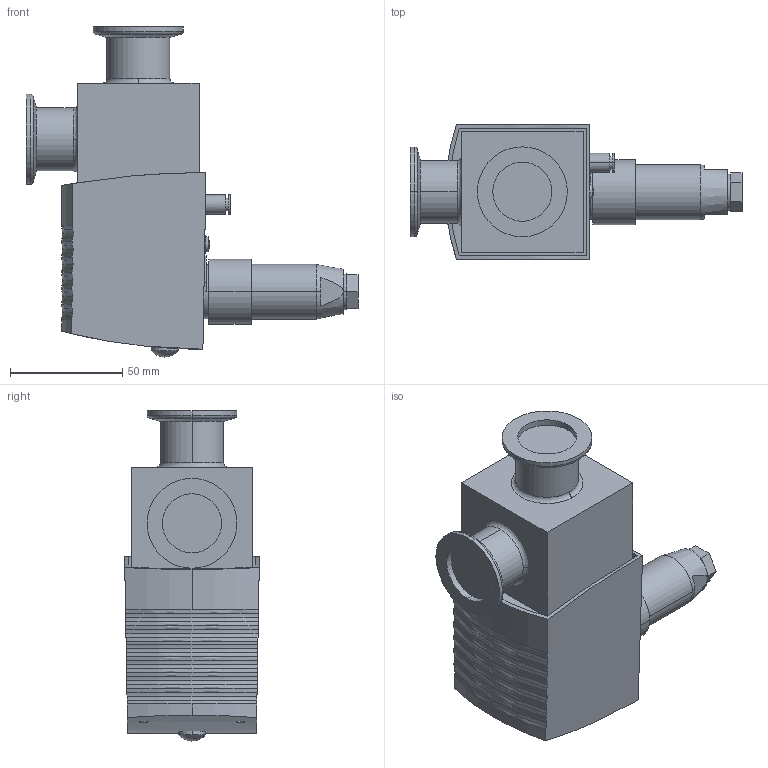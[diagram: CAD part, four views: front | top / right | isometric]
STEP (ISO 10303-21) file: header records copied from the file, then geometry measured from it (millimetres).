
FILE_DESCRIPTION (( 'STEP AP214' ), '1' );
FILE_NAME ('PFA48205.step', '2017-07-10T10:09:44', ( 'install' ), ( '' ), 'SwSTEP 2.0', 'SolidWorks 2015', '' );
FILE_SCHEMA (( 'AUTOMOTIVE_DESIGN' ));
Length unit declared in the file: millimetre
Products named in the file (1): PFA48205
Bounding box: 147.75 x 60 x 146.9 mm (x, y, z)
Volume: 447929.4 mm3; surface area: 54498.6 mm2
Topology: 1 solids, 1 shells, 174 faces, 413 edges, 266 vertices
Faces by surface type: plane 70, cylinder 59, bspline 20, torus 16, cone 6, sphere 3
Entity records: 8194 total; most frequent: CARTESIAN_POINT 2352, ORIENTED_EDGE 820, DIRECTION 797, EDGE_CURVE 410, AXIS2_PLACEMENT_3D 325, VERTEX_POINT 264, EDGE_LOOP 200, UNCERTAINTY_MEASURE_WITH_UNIT 177
